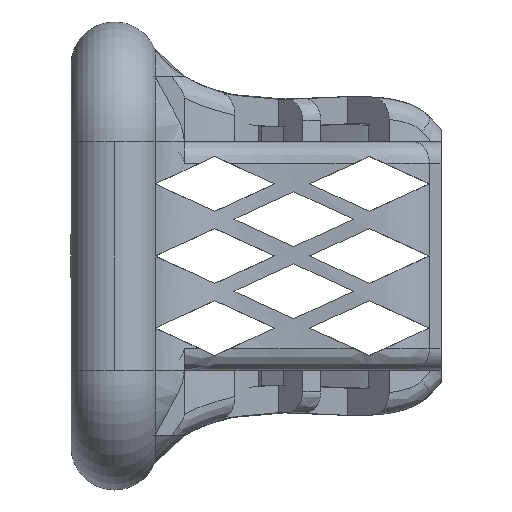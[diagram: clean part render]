
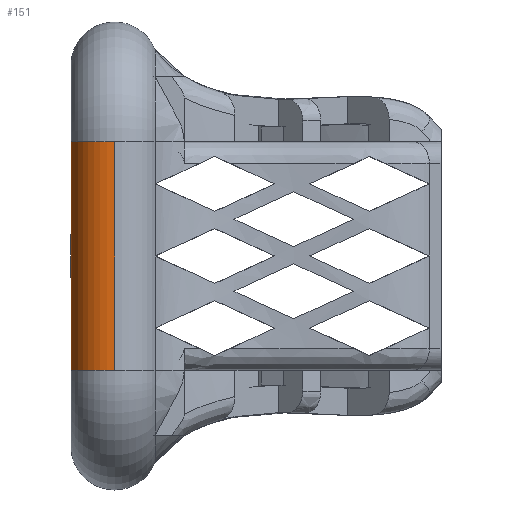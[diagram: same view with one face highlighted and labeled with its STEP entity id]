
A CAD part, left-side view. The second image highlights one B-rep face of the part: STEP entity #151.
In plain terms, the highlighted cylindrical face has radius 4 mm (diameter 8 mm), a partial arc.
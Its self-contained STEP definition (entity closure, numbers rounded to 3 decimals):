
#151 = ADVANCED_FACE ( 'NONE', ( #20159 ), #12670, .T. ) ;
#1146 = VERTEX_POINT ( 'NONE', #4991 ) ;
#1363 = ORIENTED_EDGE ( 'NONE', *, *, #15300, .T. ) ;
#1410 = DIRECTION ( 'NONE',  ( 0., 0., 1. ) ) ;
#1455 = CARTESIAN_POINT ( 'NONE',  ( -38.655, 0., 6.087 ) ) ;
#1740 = ORIENTED_EDGE ( 'NONE', *, *, #8565, .F. ) ;
#2084 = CARTESIAN_POINT ( 'NONE',  ( -38.772, 0.985, 6.709 ) ) ;
#2090 = CARTESIAN_POINT ( 'NONE',  ( -38.663, 0.278, -6.193 ) ) ;
#2154 =( BOUNDED_CURVE ( )  B_SPLINE_CURVE ( 3, ( #13513, #19850, #11456, #17794 ),
 .UNSPECIFIED., .F., .T. ) 
 B_SPLINE_CURVE_WITH_KNOTS ( ( 4, 4 ),
 ( 1.911, 2.377 ),
 .UNSPECIFIED. ) 
 CURVE ( )  GEOMETRIC_REPRESENTATION_ITEM ( )  RATIONAL_B_SPLINE_CURVE ( ( 1., 0.982, 0.982, 1. ) ) 
 REPRESENTATION_ITEM ( '' )  );
#2384 = CARTESIAN_POINT ( 'NONE',  ( -38.827, 1.172, 6.929 ) ) ;
#2389 = CARTESIAN_POINT ( 'NONE',  ( -38.688, 0.531, -6.339 ) ) ;
#2708 = CARTESIAN_POINT ( 'NONE',  ( -46.655, 0., -10.5 ) ) ;
#2716 = EDGE_CURVE ( 'NONE', #4261, #20431, #2154, .T. ) ;
#2779 = CARTESIAN_POINT ( 'NONE',  ( -38.655, 0.14, 6.131 ) ) ;
#3193 = EDGE_CURVE ( 'NONE', #20431, #20182, #5370, .T. ) ;
#3302 = CARTESIAN_POINT ( 'NONE',  ( -42.655, 0., 10.5 ) ) ;
#3310 = ORIENTED_EDGE ( 'NONE', *, *, #3925, .F. ) ;
#3732 = CARTESIAN_POINT ( 'NONE',  ( -38.884, 1.333, 7.172 ) ) ;
#3848 = CARTESIAN_POINT ( 'NONE',  ( -38.884, 1.333, 7.172 ) ) ;
#3925 = EDGE_CURVE ( 'NONE', #4261, #1146, #14842, .T. ) ;
#4197 = CARTESIAN_POINT ( 'NONE',  ( -40.503, 3.372, -10.5 ) ) ;
#4261 = VERTEX_POINT ( 'NONE', #14304 ) ;
#4991 = CARTESIAN_POINT ( 'NONE',  ( -38.655, 0., -6.087 ) ) ;
#5097 = VERTEX_POINT ( 'NONE', #3732 ) ;
#5313 = CARTESIAN_POINT ( 'NONE',  ( -38.884, 1.333, -7.172 ) ) ;
#5370 = B_SPLINE_CURVE_WITH_KNOTS ( 'NONE', 3,
 ( #12275, #16849, #13824, #4197 ),
 .UNSPECIFIED., .F., .F.,
 ( 4, 4 ),
 ( 0., 0.001 ),
 .UNSPECIFIED. ) ;
#5499 = EDGE_CURVE ( 'NONE', #10979, #19189, #12454, .T. ) ;
#5715 = CARTESIAN_POINT ( 'NONE',  ( -38.827, 1.165, -6.935 ) ) ;
#6027 = DIRECTION ( 'NONE',  ( 0., 0., 1. ) ) ;
#6082 = CIRCLE ( 'NONE', #11368, 4. ) ;
#6359 = CARTESIAN_POINT ( 'NONE',  ( -42.655, 0., -10.5 ) ) ;
#6516 = EDGE_CURVE ( 'NONE', #13298, #5097, #18020, .T. ) ;
#7491 = CARTESIAN_POINT ( 'NONE',  ( -42.655, 0., -10.5 ) ) ;
#7649 = ORIENTED_EDGE ( 'NONE', *, *, #7773, .F. ) ;
#7773 = EDGE_CURVE ( 'NONE', #17489, #20182, #6082, .T. ) ;
#8526 = CARTESIAN_POINT ( 'NONE',  ( -40.503, 3.372, 10.5 ) ) ;
#8565 = EDGE_CURVE ( 'NONE', #1146, #13298, #15711, .T. ) ;
#8605 = CARTESIAN_POINT ( 'NONE',  ( -38.707, 0.651, 6.425 ) ) ;
#8719 = CARTESIAN_POINT ( 'NONE',  ( -38.884, 1.333, 7.172 ) ) ;
#9257 = ORIENTED_EDGE ( 'NONE', *, *, #10155, .T. ) ;
#9818 = DIRECTION ( 'NONE',  ( 0., 0., -1. ) ) ;
#10155 = EDGE_CURVE ( 'NONE', #19189, #15160, #18908, .T. ) ;
#10493 = DIRECTION ( 'NONE',  ( -1., 0., 0. ) ) ;
#10955 = ORIENTED_EDGE ( 'NONE', *, *, #19371, .T. ) ;
#10979 = VERTEX_POINT ( 'NONE', #15574 ) ;
#11105 = CARTESIAN_POINT ( 'NONE',  ( -39.885, 2.886, -9.5 ) ) ;
#11176 = CARTESIAN_POINT ( 'NONE',  ( -40.503, 3.372, 10.5 ) ) ;
#11368 = AXIS2_PLACEMENT_3D ( 'NONE', #7491, #20450, #10493 ) ;
#11456 = CARTESIAN_POINT ( 'NONE',  ( -39.433, 2.451, -8.849 ) ) ;
#11619 = CARTESIAN_POINT ( 'NONE',  ( -38.774, 0.975, -6.716 ) ) ;
#11653 = ORIENTED_EDGE ( 'NONE', *, *, #5499, .T. ) ;
#12256 = CARTESIAN_POINT ( 'NONE',  ( -39.433, 2.451, 8.849 ) ) ;
#12275 = CARTESIAN_POINT ( 'NONE',  ( -39.885, 2.886, -9.5 ) ) ;
#12278 = DIRECTION ( 'NONE',  ( 0., 0., 1. ) ) ;
#12327 = CARTESIAN_POINT ( 'NONE',  ( -39.885, 2.886, 9.5 ) ) ;
#12394 = CARTESIAN_POINT ( 'NONE',  ( -38.655, 0., -10.5 ) ) ;
#12454 = CIRCLE ( 'NONE', #15436, 4. ) ;
#12670 = CYLINDRICAL_SURFACE ( 'NONE', #15450, 4. ) ;
#13298 = VERTEX_POINT ( 'NONE', #1455 ) ;
#13471 = CARTESIAN_POINT ( 'NONE',  ( -38.655, 0., -6.087 ) ) ;
#13513 = CARTESIAN_POINT ( 'NONE',  ( -38.884, 1.333, -7.172 ) ) ;
#13576 = CARTESIAN_POINT ( 'NONE',  ( -38.749, 0.871, -6.612 ) ) ;
#13682 = LINE ( 'NONE', #2708, #19385 ) ;
#13824 = CARTESIAN_POINT ( 'NONE',  ( -40.31, 3.248, -10.14 ) ) ;
#14192 = CARTESIAN_POINT ( 'NONE',  ( -40.31, 3.248, 10.14 ) ) ;
#14289 = CARTESIAN_POINT ( 'NONE',  ( -40.099, 3.091, 9.808 ) ) ;
#14304 = CARTESIAN_POINT ( 'NONE',  ( -38.884, 1.333, -7.172 ) ) ;
#14389 = DIRECTION ( 'NONE',  ( -1., 0., 0. ) ) ;
#14665 = CARTESIAN_POINT ( 'NONE',  ( -39.885, 2.886, 9.5 ) ) ;
#14739 = CARTESIAN_POINT ( 'NONE',  ( -38.706, 0.649, -6.424 ) ) ;
#14842 = B_SPLINE_CURVE_WITH_KNOTS ( 'NONE', 3,
 ( #5313, #18357, #5715, #11619, #13576, #14739, #2389, #2090, #15039, #13471 ),
 .UNSPECIFIED., .F., .F.,
 ( 4, 2, 2, 2, 4 ),
 ( 0., 0., 0.001, 0.001, 0.002 ),
 .UNSPECIFIED. ) ;
#15039 = CARTESIAN_POINT ( 'NONE',  ( -38.655, 0.14, -6.131 ) ) ;
#15158 = CARTESIAN_POINT ( 'NONE',  ( -39.093, 1.924, 8.058 ) ) ;
#15160 = VERTEX_POINT ( 'NONE', #14665 ) ;
#15165 =( BOUNDED_CURVE ( )  B_SPLINE_CURVE ( 3, ( #20137, #12256, #15158, #8719 ),
 .UNSPECIFIED., .F., .T. ) 
 B_SPLINE_CURVE_WITH_KNOTS ( ( 4, 4 ),
 ( 0.765, 1.231 ),
 .UNSPECIFIED. ) 
 CURVE ( )  GEOMETRIC_REPRESENTATION_ITEM ( )  RATIONAL_B_SPLINE_CURVE ( ( 1., 0.982, 0.982, 1. ) ) 
 REPRESENTATION_ITEM ( '' )  );
#15300 = EDGE_CURVE ( 'NONE', #17489, #10979, #13682, .T. ) ;
#15436 = AXIS2_PLACEMENT_3D ( 'NONE', #3302, #9818, #14389 ) ;
#15450 = AXIS2_PLACEMENT_3D ( 'NONE', #6359, #12278, #18604 ) ;
#15574 = CARTESIAN_POINT ( 'NONE',  ( -46.655, 0., 10.5 ) ) ;
#15711 = LINE ( 'NONE', #12394, #17335 ) ;
#16470 = ORIENTED_EDGE ( 'NONE', *, *, #3193, .T. ) ;
#16569 = EDGE_LOOP ( 'NONE', ( #7649, #1363, #11653, #9257, #10955, #18543, #1740, #3310, #17881, #16470 ) ) ;
#16849 = CARTESIAN_POINT ( 'NONE',  ( -40.099, 3.091, -9.808 ) ) ;
#17335 = VECTOR ( 'NONE', #1410, 1000. ) ;
#17489 = VERTEX_POINT ( 'NONE', #18577 ) ;
#17772 = CARTESIAN_POINT ( 'NONE',  ( -40.503, 3.372, -10.5 ) ) ;
#17794 = CARTESIAN_POINT ( 'NONE',  ( -39.885, 2.886, -9.5 ) ) ;
#17881 = ORIENTED_EDGE ( 'NONE', *, *, #2716, .T. ) ;
#17948 = CARTESIAN_POINT ( 'NONE',  ( -38.688, 0.529, 6.338 ) ) ;
#18020 = B_SPLINE_CURVE_WITH_KNOTS ( 'NONE', 3,
 ( #19600, #2779, #18047, #17948, #8605, #2084, #2384, #3848 ),
 .UNSPECIFIED., .F., .F.,
 ( 4, 2, 2, 4 ),
 ( 0.001, 0.001, 0.001, 0.002 ),
 .UNSPECIFIED. ) ;
#18047 = CARTESIAN_POINT ( 'NONE',  ( -38.662, 0.274, 6.191 ) ) ;
#18357 = CARTESIAN_POINT ( 'NONE',  ( -38.855, 1.253, -7.051 ) ) ;
#18543 = ORIENTED_EDGE ( 'NONE', *, *, #6516, .F. ) ;
#18577 = CARTESIAN_POINT ( 'NONE',  ( -46.655, 0., -10.5 ) ) ;
#18604 = DIRECTION ( 'NONE',  ( 1., 0., 0. ) ) ;
#18908 = B_SPLINE_CURVE_WITH_KNOTS ( 'NONE', 3,
 ( #11176, #14192, #14289, #12327 ),
 .UNSPECIFIED., .F., .F.,
 ( 4, 4 ),
 ( 0., 0.001 ),
 .UNSPECIFIED. ) ;
#19189 = VERTEX_POINT ( 'NONE', #8526 ) ;
#19371 = EDGE_CURVE ( 'NONE', #15160, #5097, #15165, .T. ) ;
#19385 = VECTOR ( 'NONE', #6027, 1000. ) ;
#19600 = CARTESIAN_POINT ( 'NONE',  ( -38.655, 0., 6.087 ) ) ;
#19850 = CARTESIAN_POINT ( 'NONE',  ( -39.093, 1.924, -8.058 ) ) ;
#20137 = CARTESIAN_POINT ( 'NONE',  ( -39.885, 2.886, 9.5 ) ) ;
#20159 = FACE_OUTER_BOUND ( 'NONE', #16569, .T. ) ;
#20182 = VERTEX_POINT ( 'NONE', #17772 ) ;
#20431 = VERTEX_POINT ( 'NONE', #11105 ) ;
#20450 = DIRECTION ( 'NONE',  ( 0., 0., -1. ) ) ;
